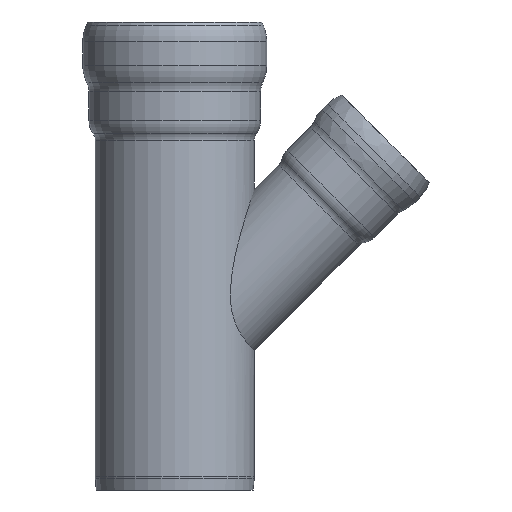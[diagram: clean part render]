
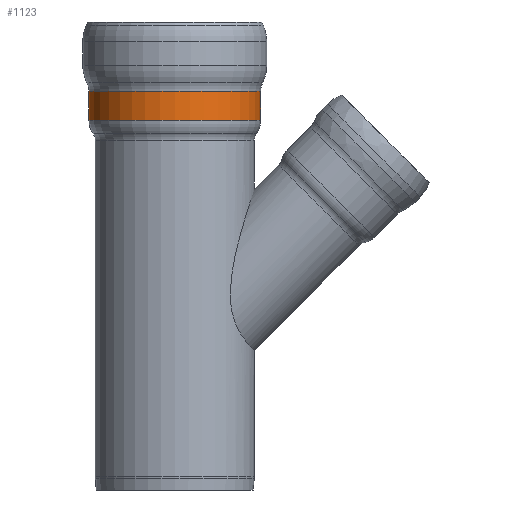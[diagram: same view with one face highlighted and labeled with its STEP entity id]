
A CAD part, left-side view. The second image highlights one B-rep face of the part: STEP entity #1123.
In plain terms, the highlighted cylindrical face has radius 550 mm (diameter 1100 mm), a full revolution.
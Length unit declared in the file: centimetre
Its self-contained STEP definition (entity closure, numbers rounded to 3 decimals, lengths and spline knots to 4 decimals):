
#71=CYLINDRICAL_SURFACE('',#1225,55.);
#98=LINE('',#2369,#126);
#126=VECTOR('',#1486,55.);
#163=FACE_OUTER_BOUND('',#230,.T.);
#230=EDGE_LOOP('',(#811,#812,#813,#814,#815,#816));
#314=CIRCLE('',#1223,55.);
#315=CIRCLE('',#1224,55.);
#316=CIRCLE('',#1226,55.);
#317=CIRCLE('',#1227,55.);
#451=VERTEX_POINT('',#2359);
#452=VERTEX_POINT('',#2361);
#453=VERTEX_POINT('',#2365);
#454=VERTEX_POINT('',#2366);
#585=EDGE_CURVE('',#452,#451,#314,.T.);
#586=EDGE_CURVE('',#451,#452,#315,.T.);
#587=EDGE_CURVE('',#453,#454,#316,.T.);
#588=EDGE_CURVE('',#454,#453,#317,.T.);
#589=EDGE_CURVE('',#454,#452,#98,.T.);
#811=ORIENTED_EDGE('',*,*,#587,.F.);
#812=ORIENTED_EDGE('',*,*,#588,.F.);
#813=ORIENTED_EDGE('',*,*,#589,.T.);
#814=ORIENTED_EDGE('',*,*,#585,.T.);
#815=ORIENTED_EDGE('',*,*,#586,.T.);
#816=ORIENTED_EDGE('',*,*,#589,.F.);
#1123=ADVANCED_FACE('',(#163),#71,.T.);
#1223=AXIS2_PLACEMENT_3D('',#2362,#1476,#1477);
#1224=AXIS2_PLACEMENT_3D('',#2363,#1478,#1479);
#1225=AXIS2_PLACEMENT_3D('',#2364,#1480,#1481);
#1226=AXIS2_PLACEMENT_3D('',#2367,#1482,#1483);
#1227=AXIS2_PLACEMENT_3D('',#2368,#1484,#1485);
#1476=DIRECTION('center_axis',(0.,0.,-1.));
#1477=DIRECTION('ref_axis',(1.,0.,0.));
#1478=DIRECTION('center_axis',(0.,0.,-1.));
#1479=DIRECTION('ref_axis',(1.,0.,0.));
#1480=DIRECTION('center_axis',(0.,0.,-1.));
#1481=DIRECTION('ref_axis',(-1.,0.,0.));
#1482=DIRECTION('center_axis',(0.,0.,-1.));
#1483=DIRECTION('ref_axis',(1.,0.,0.));
#1484=DIRECTION('center_axis',(0.,0.,-1.));
#1485=DIRECTION('ref_axis',(1.,0.,0.));
#1486=DIRECTION('',(0.,0.,1.));
#2359=CARTESIAN_POINT('',(57.2948,150.0946,180.8278));
#2361=CARTESIAN_POINT('',(112.2948,205.0946,180.8278));
#2362=CARTESIAN_POINT('Origin',(57.2948,205.0946,180.8278));
#2363=CARTESIAN_POINT('Origin',(57.2948,205.0946,180.8278));
#2364=CARTESIAN_POINT('Origin',(57.2948,205.0946,171.5415));
#2365=CARTESIAN_POINT('',(57.2948,150.0946,162.2553));
#2366=CARTESIAN_POINT('',(112.2948,205.0946,162.2553));
#2367=CARTESIAN_POINT('Origin',(57.2948,205.0946,162.2553));
#2368=CARTESIAN_POINT('Origin',(57.2948,205.0946,162.2553));
#2369=CARTESIAN_POINT('',(112.2948,205.0946,171.5415));
